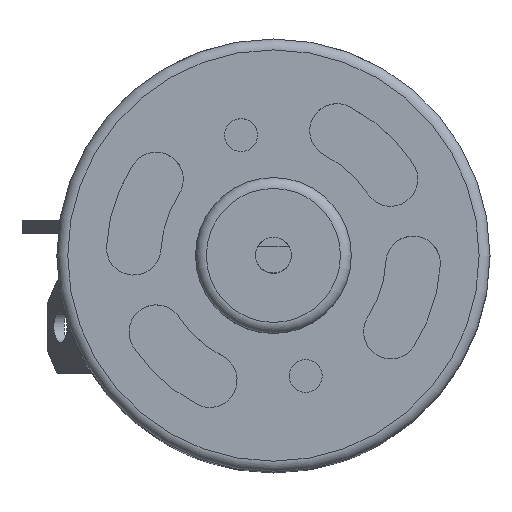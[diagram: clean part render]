
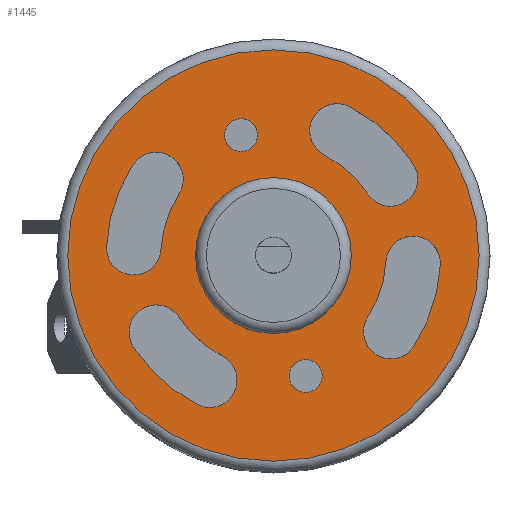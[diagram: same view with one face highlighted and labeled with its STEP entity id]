
A CAD part, top view. The second image highlights one B-rep face of the part: STEP entity #1445.
In plain terms, the highlighted planar face has unit normal (0, 0, 1).
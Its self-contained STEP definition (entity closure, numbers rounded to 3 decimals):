
#63=CIRCLE('',#1514,1.75);
#65=CIRCLE('',#1517,7.232);
#67=CIRCLE('',#1520,1.75);
#69=CIRCLE('',#1523,10.732);
#71=CIRCLE('',#1527,1.75);
#73=CIRCLE('',#1530,10.732);
#75=CIRCLE('',#1533,1.75);
#77=CIRCLE('',#1536,7.232);
#79=CIRCLE('',#1540,1.75);
#80=CIRCLE('',#1541,10.732);
#81=CIRCLE('',#1542,1.75);
#82=CIRCLE('',#1543,7.232);
#83=CIRCLE('',#1544,1.057);
#84=CIRCLE('',#1545,1.057);
#85=CIRCLE('',#1546,13.2);
#86=CIRCLE('',#1547,5.);
#87=CIRCLE('',#1548,7.232);
#88=CIRCLE('',#1549,1.75);
#89=CIRCLE('',#1550,10.732);
#90=CIRCLE('',#1551,1.75);
#208=ORIENTED_EDGE('',*,*,#440,.T.);
#209=ORIENTED_EDGE('',*,*,#430,.T.);
#210=ORIENTED_EDGE('',*,*,#434,.T.);
#211=ORIENTED_EDGE('',*,*,#437,.T.);
#212=ORIENTED_EDGE('',*,*,#418,.F.);
#213=ORIENTED_EDGE('',*,*,#428,.F.);
#214=ORIENTED_EDGE('',*,*,#425,.F.);
#215=ORIENTED_EDGE('',*,*,#422,.F.);
#216=ORIENTED_EDGE('',*,*,#442,.F.);
#217=ORIENTED_EDGE('',*,*,#443,.F.);
#218=ORIENTED_EDGE('',*,*,#444,.F.);
#219=ORIENTED_EDGE('',*,*,#445,.F.);
#220=ORIENTED_EDGE('',*,*,#446,.T.);
#221=ORIENTED_EDGE('',*,*,#447,.T.);
#222=ORIENTED_EDGE('',*,*,#448,.T.);
#223=ORIENTED_EDGE('',*,*,#449,.F.);
#224=ORIENTED_EDGE('',*,*,#450,.T.);
#225=ORIENTED_EDGE('',*,*,#451,.T.);
#226=ORIENTED_EDGE('',*,*,#452,.T.);
#227=ORIENTED_EDGE('',*,*,#453,.T.);
#418=EDGE_CURVE('',#543,#544,#63,.T.);
#422=EDGE_CURVE('',#544,#547,#65,.T.);
#425=EDGE_CURVE('',#547,#549,#67,.T.);
#428=EDGE_CURVE('',#549,#543,#69,.T.);
#430=EDGE_CURVE('',#551,#552,#71,.T.);
#434=EDGE_CURVE('',#552,#555,#73,.T.);
#437=EDGE_CURVE('',#555,#557,#75,.T.);
#440=EDGE_CURVE('',#557,#551,#77,.T.);
#442=EDGE_CURVE('',#559,#560,#79,.T.);
#443=EDGE_CURVE('',#561,#559,#80,.T.);
#444=EDGE_CURVE('',#562,#561,#81,.T.);
#445=EDGE_CURVE('',#560,#562,#82,.T.);
#446=EDGE_CURVE('',#563,#563,#83,.T.);
#447=EDGE_CURVE('',#564,#564,#84,.T.);
#448=EDGE_CURVE('',#565,#565,#85,.T.);
#449=EDGE_CURVE('',#566,#566,#86,.T.);
#450=EDGE_CURVE('',#567,#568,#87,.T.);
#451=EDGE_CURVE('',#568,#569,#88,.T.);
#452=EDGE_CURVE('',#569,#570,#89,.T.);
#453=EDGE_CURVE('',#570,#567,#90,.T.);
#543=VERTEX_POINT('',#2032);
#544=VERTEX_POINT('',#2033);
#547=VERTEX_POINT('',#2041);
#549=VERTEX_POINT('',#2047);
#551=VERTEX_POINT('',#2057);
#552=VERTEX_POINT('',#2058);
#555=VERTEX_POINT('',#2066);
#557=VERTEX_POINT('',#2072);
#559=VERTEX_POINT('',#2082);
#560=VERTEX_POINT('',#2083);
#561=VERTEX_POINT('',#2085);
#562=VERTEX_POINT('',#2087);
#563=VERTEX_POINT('',#2090);
#564=VERTEX_POINT('',#2092);
#565=VERTEX_POINT('',#2094);
#566=VERTEX_POINT('',#2096);
#567=VERTEX_POINT('',#2098);
#568=VERTEX_POINT('',#2099);
#569=VERTEX_POINT('',#2101);
#570=VERTEX_POINT('',#2103);
#771=EDGE_LOOP('',(#208,#209,#210,#211));
#772=EDGE_LOOP('',(#212,#213,#214,#215));
#773=EDGE_LOOP('',(#216,#217,#218,#219));
#774=EDGE_LOOP('',(#220));
#775=EDGE_LOOP('',(#221));
#776=EDGE_LOOP('',(#222));
#777=EDGE_LOOP('',(#223));
#778=EDGE_LOOP('',(#224,#225,#226,#227));
#865=FACE_BOUND('',#771,.T.);
#866=FACE_BOUND('',#772,.T.);
#867=FACE_BOUND('',#773,.T.);
#868=FACE_BOUND('',#774,.T.);
#869=FACE_BOUND('',#775,.T.);
#870=FACE_BOUND('',#776,.T.);
#871=FACE_BOUND('',#777,.T.);
#872=FACE_BOUND('',#778,.T.);
#944=PLANE('',#1539);
#1445=ADVANCED_FACE('',(#865,#866,#867,#868,#869,#870,#871,#872),#944,.T.);
#1514=AXIS2_PLACEMENT_3D('',#2031,#1687,#1688);
#1517=AXIS2_PLACEMENT_3D('',#2040,#1695,#1696);
#1520=AXIS2_PLACEMENT_3D('',#2046,#1702,#1703);
#1523=AXIS2_PLACEMENT_3D('',#2052,#1709,#1710);
#1527=AXIS2_PLACEMENT_3D('',#2056,#1717,#1718);
#1530=AXIS2_PLACEMENT_3D('',#2065,#1725,#1726);
#1533=AXIS2_PLACEMENT_3D('',#2071,#1732,#1733);
#1536=AXIS2_PLACEMENT_3D('',#2077,#1739,#1740);
#1539=AXIS2_PLACEMENT_3D('',#2080,#1745,#1746);
#1540=AXIS2_PLACEMENT_3D('',#2081,#1747,#1748);
#1541=AXIS2_PLACEMENT_3D('',#2084,#1749,#1750);
#1542=AXIS2_PLACEMENT_3D('',#2086,#1751,#1752);
#1543=AXIS2_PLACEMENT_3D('',#2088,#1753,#1754);
#1544=AXIS2_PLACEMENT_3D('',#2089,#1755,#1756);
#1545=AXIS2_PLACEMENT_3D('',#2091,#1757,#1758);
#1546=AXIS2_PLACEMENT_3D('',#2093,#1759,#1760);
#1547=AXIS2_PLACEMENT_3D('',#2095,#1761,#1762);
#1548=AXIS2_PLACEMENT_3D('',#2097,#1763,#1764);
#1549=AXIS2_PLACEMENT_3D('',#2100,#1765,#1766);
#1550=AXIS2_PLACEMENT_3D('',#2102,#1767,#1768);
#1551=AXIS2_PLACEMENT_3D('',#2104,#1769,#1770);
#1687=DIRECTION('',(0.,0.,1.));
#1688=DIRECTION('',(0.,-1.,0.));
#1695=DIRECTION('',(0.,0.,-1.));
#1696=DIRECTION('',(0.,1.,0.));
#1702=DIRECTION('',(0.,0.,1.));
#1703=DIRECTION('',(0.,1.,0.));
#1709=DIRECTION('',(0.,0.,1.));
#1710=DIRECTION('',(0.,1.,0.));
#1717=DIRECTION('',(0.,0.,-1.));
#1718=DIRECTION('',(0.,-1.,0.));
#1725=DIRECTION('',(0.,0.,-1.));
#1726=DIRECTION('',(0.,1.,0.));
#1732=DIRECTION('',(0.,0.,-1.));
#1733=DIRECTION('',(0.,1.,0.));
#1739=DIRECTION('',(0.,0.,1.));
#1740=DIRECTION('',(0.,1.,0.));
#1745=DIRECTION('',(0.,0.,1.));
#1746=DIRECTION('',(1.,0.,0.));
#1747=DIRECTION('',(0.,0.,1.));
#1748=DIRECTION('',(0.,1.,0.));
#1749=DIRECTION('',(0.,0.,1.));
#1750=DIRECTION('',(0.,-1.,0.));
#1751=DIRECTION('',(0.,0.,1.));
#1752=DIRECTION('',(0.,-1.,0.));
#1753=DIRECTION('',(0.,0.,-1.));
#1754=DIRECTION('',(0.,-1.,0.));
#1755=DIRECTION('',(0.,0.,-1.));
#1756=DIRECTION('',(0.,-1.,0.));
#1757=DIRECTION('',(0.,0.,-1.));
#1758=DIRECTION('',(0.,-1.,0.));
#1759=DIRECTION('',(0.,0.,1.));
#1760=DIRECTION('',(1.,0.,0.));
#1761=DIRECTION('',(0.,0.,1.));
#1762=DIRECTION('',(1.,0.,0.));
#1763=DIRECTION('',(0.,0.,1.));
#1764=DIRECTION('',(0.,-1.,0.));
#1765=DIRECTION('',(0.,0.,-1.));
#1766=DIRECTION('',(0.,1.,0.));
#1767=DIRECTION('',(0.,0.,-1.));
#1768=DIRECTION('',(0.,-1.,0.));
#1769=DIRECTION('',(0.,0.,-1.));
#1770=DIRECTION('',(0.,-1.,0.));
#2031=CARTESIAN_POINT('',(4.083,8.,36.2));
#2032=CARTESIAN_POINT('',(4.878,9.559,36.2));
#2033=CARTESIAN_POINT('',(3.287,6.442,36.2));
#2040=CARTESIAN_POINT('',(0.,0.,36.2));
#2041=CARTESIAN_POINT('',(6.053,3.957,36.2));
#2046=CARTESIAN_POINT('',(7.518,4.915,36.2));
#2047=CARTESIAN_POINT('',(8.983,5.872,36.2));
#2052=CARTESIAN_POINT('',(0.,0.,36.2));
#2056=CARTESIAN_POINT('',(8.968,-0.497,36.2));
#2057=CARTESIAN_POINT('',(7.221,-0.4,36.2));
#2058=CARTESIAN_POINT('',(10.715,-0.594,36.2));
#2065=CARTESIAN_POINT('',(0.,0.,36.2));
#2066=CARTESIAN_POINT('',(9.004,-5.839,36.2));
#2071=CARTESIAN_POINT('',(7.536,-4.887,36.2));
#2072=CARTESIAN_POINT('',(6.068,-3.935,36.2));
#2077=CARTESIAN_POINT('',(0.,0.,36.2));
#2080=CARTESIAN_POINT('',(5.,0.,36.2));
#2081=CARTESIAN_POINT('',(-4.083,-8.,36.2));
#2082=CARTESIAN_POINT('',(-4.878,-9.559,36.2));
#2083=CARTESIAN_POINT('',(-3.287,-6.442,36.2));
#2084=CARTESIAN_POINT('',(0.,0.,36.2));
#2085=CARTESIAN_POINT('',(-8.983,-5.872,36.2));
#2086=CARTESIAN_POINT('',(-7.518,-4.915,36.2));
#2087=CARTESIAN_POINT('',(-6.053,-3.957,36.2));
#2088=CARTESIAN_POINT('',(0.,0.,36.2));
#2089=CARTESIAN_POINT('',(-2.071,7.727,36.2));
#2090=CARTESIAN_POINT('',(-2.071,6.671,36.2));
#2091=CARTESIAN_POINT('',(2.071,-7.727,36.2));
#2092=CARTESIAN_POINT('',(2.071,-8.784,36.2));
#2093=CARTESIAN_POINT('',(0.,0.,36.2));
#2094=CARTESIAN_POINT('',(13.2,0.,36.2));
#2095=CARTESIAN_POINT('',(0.,0.,36.2));
#2096=CARTESIAN_POINT('',(5.,0.,36.2));
#2097=CARTESIAN_POINT('',(0.,0.,36.2));
#2098=CARTESIAN_POINT('',(-6.068,3.935,36.2));
#2099=CARTESIAN_POINT('',(-7.221,0.4,36.2));
#2100=CARTESIAN_POINT('',(-8.968,0.497,36.2));
#2101=CARTESIAN_POINT('',(-10.715,0.594,36.2));
#2102=CARTESIAN_POINT('',(0.,0.,36.2));
#2103=CARTESIAN_POINT('',(-9.004,5.839,36.2));
#2104=CARTESIAN_POINT('',(-7.536,4.887,36.2));
